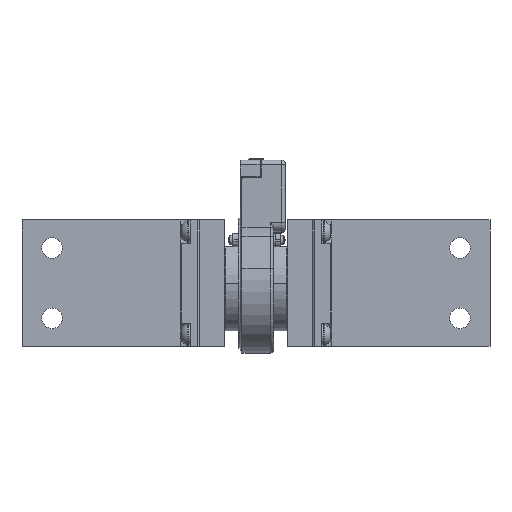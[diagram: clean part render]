
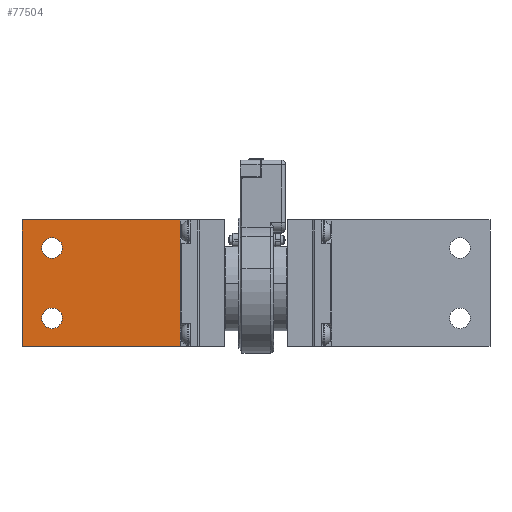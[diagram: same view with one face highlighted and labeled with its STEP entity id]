
A CAD part, left-side view. The second image highlights one B-rep face of the part: STEP entity #77504.
In plain terms, the highlighted planar face has unit normal (-1, 0, 0).
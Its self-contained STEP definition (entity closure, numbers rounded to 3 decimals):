
#15183=CARTESIAN_POINT('Vertex',(-148.35,52.371,-40.)) ;
#15186=CARTESIAN_POINT('Line Origine',(-148.35,104.871,-40.)) ;
#15190=CARTESIAN_POINT('Vertex',(-148.35,157.371,-40.)) ;
#16551=CARTESIAN_POINT('Vertex',(-148.35,157.371,40.)) ;
#16554=CARTESIAN_POINT('Line Origine',(-148.35,104.871,40.)) ;
#16558=CARTESIAN_POINT('Vertex',(-148.35,52.371,40.)) ;
#75876=CARTESIAN_POINT('Line Origine',(-148.35,52.371,0.)) ;
#77339=CARTESIAN_POINT('Line Origine',(-148.35,157.371,0.)) ;
#77356=CARTESIAN_POINT('Axis2P3D Location',(-148.35,138.321,-22.225)) ;
#77360=CARTESIAN_POINT('Vertex',(-148.35,131.821,-22.225)) ;
#77362=CARTESIAN_POINT('Vertex',(-148.35,144.821,-22.225)) ;
#77391=CARTESIAN_POINT('Axis2P3D Location',(-148.35,138.321,-22.225)) ;
#77413=CARTESIAN_POINT('Axis2P3D Location',(-148.35,138.321,22.225)) ;
#77417=CARTESIAN_POINT('Vertex',(-148.35,131.821,22.225)) ;
#77419=CARTESIAN_POINT('Vertex',(-148.35,144.821,22.225)) ;
#77448=CARTESIAN_POINT('Axis2P3D Location',(-148.35,138.321,22.225)) ;
#77485=CARTESIAN_POINT('Axis2P3D Location',(-148.35,52.371,40.)) ;
#15187=DIRECTION('Vector Direction',(0.,-1.,0.)) ;
#16555=DIRECTION('Vector Direction',(0.,1.,0.)) ;
#75877=DIRECTION('Vector Direction',(0.,0.,1.)) ;
#77340=DIRECTION('Vector Direction',(0.,0.,-1.)) ;
#77357=DIRECTION('Axis2P3D Direction',(-1.,0.,0.)) ;
#77392=DIRECTION('Axis2P3D Direction',(-1.,0.,0.)) ;
#77414=DIRECTION('Axis2P3D Direction',(-1.,0.,0.)) ;
#77449=DIRECTION('Axis2P3D Direction',(-1.,0.,0.)) ;
#77486=DIRECTION('Axis2P3D Direction',(-1.,0.,0.)) ;
#77487=DIRECTION('Axis2P3D XDirection',(0.,1.,0.)) ;
#77358=AXIS2_PLACEMENT_3D('Circle Axis2P3D',#77356,#77357,$) ;
#77393=AXIS2_PLACEMENT_3D('Circle Axis2P3D',#77391,#77392,$) ;
#77415=AXIS2_PLACEMENT_3D('Circle Axis2P3D',#77413,#77414,$) ;
#77450=AXIS2_PLACEMENT_3D('Circle Axis2P3D',#77448,#77449,$) ;
#77488=AXIS2_PLACEMENT_3D('Plane Axis2P3D',#77485,#77486,#77487) ;
#77491=ORIENTED_EDGE('',*,*,#16560,.T.) ;
#77492=ORIENTED_EDGE('',*,*,#77343,.T.) ;
#77493=ORIENTED_EDGE('',*,*,#15192,.T.) ;
#77494=ORIENTED_EDGE('',*,*,#75880,.T.) ;
#77497=ORIENTED_EDGE('',*,*,#77364,.F.) ;
#77498=ORIENTED_EDGE('',*,*,#77395,.F.) ;
#77501=ORIENTED_EDGE('',*,*,#77421,.F.) ;
#77502=ORIENTED_EDGE('',*,*,#77452,.F.) ;
#77499=FACE_BOUND('',#77496,.T.) ;
#77503=FACE_BOUND('',#77500,.T.) ;
#15188=VECTOR('Line Direction',#15187,1.) ;
#16556=VECTOR('Line Direction',#16555,1.) ;
#75878=VECTOR('Line Direction',#75877,1.) ;
#77341=VECTOR('Line Direction',#77340,1.) ;
#77504=ADVANCED_FACE('PartBody',(#77495,#77499,#77503),#77489,.T.) ;
#77359=CIRCLE('generated circle',#77358,6.5) ;
#77394=CIRCLE('generated circle',#77393,6.5) ;
#77416=CIRCLE('generated circle',#77415,6.5) ;
#77451=CIRCLE('generated circle',#77450,6.5) ;
#15192=EDGE_CURVE('',#15191,#15184,#15189,.T.) ;
#16560=EDGE_CURVE('',#16559,#16552,#16557,.T.) ;
#75880=EDGE_CURVE('',#15184,#16559,#75879,.T.) ;
#77343=EDGE_CURVE('',#16552,#15191,#77342,.T.) ;
#77364=EDGE_CURVE('',#77361,#77363,#77359,.T.) ;
#77395=EDGE_CURVE('',#77363,#77361,#77394,.T.) ;
#77421=EDGE_CURVE('',#77418,#77420,#77416,.T.) ;
#77452=EDGE_CURVE('',#77420,#77418,#77451,.T.) ;
#77490=EDGE_LOOP('',(#77491,#77492,#77493,#77494)) ;
#77496=EDGE_LOOP('',(#77497,#77498)) ;
#77500=EDGE_LOOP('',(#77501,#77502)) ;
#77495=FACE_OUTER_BOUND('',#77490,.T.) ;
#15189=LINE('Line',#15186,#15188) ;
#16557=LINE('Line',#16554,#16556) ;
#75879=LINE('Line',#75876,#75878) ;
#77342=LINE('Line',#77339,#77341) ;
#77489=PLANE('',#77488) ;
#15184=VERTEX_POINT('',#15183) ;
#15191=VERTEX_POINT('',#15190) ;
#16552=VERTEX_POINT('',#16551) ;
#16559=VERTEX_POINT('',#16558) ;
#77361=VERTEX_POINT('',#77360) ;
#77363=VERTEX_POINT('',#77362) ;
#77418=VERTEX_POINT('',#77417) ;
#77420=VERTEX_POINT('',#77419) ;
